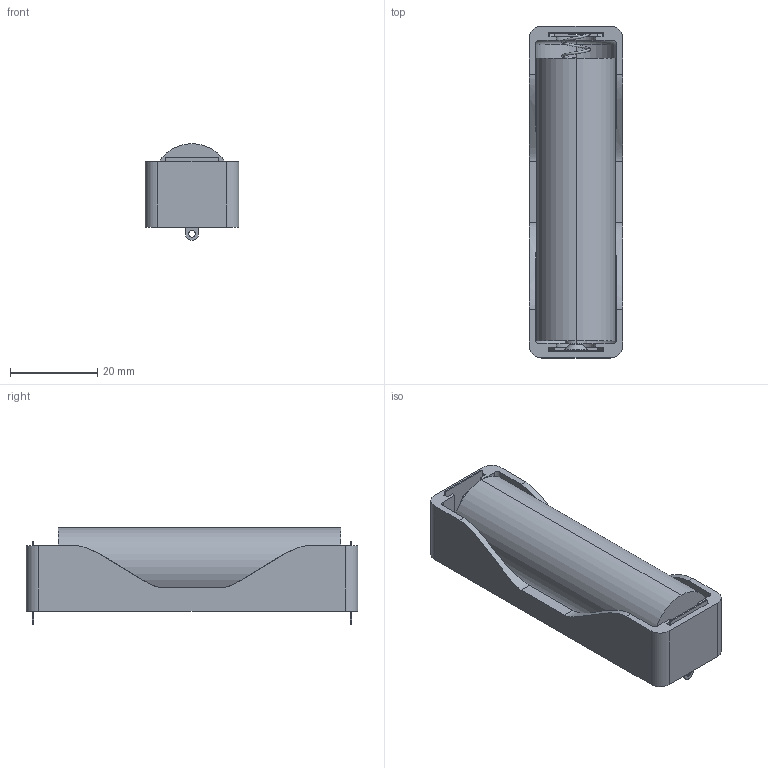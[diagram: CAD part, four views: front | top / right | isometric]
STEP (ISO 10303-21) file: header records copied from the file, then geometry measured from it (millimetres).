
FILE_DESCRIPTION (( 'STEP AP214' ), '1' );
FILE_NAME ('KL_BatteryHolder 1x18650.STEP', '2023-03-27T18:27:00', ( '' ), ( '' ), 'SwSTEP 2.0', 'SolidWorks 2022', '' );
FILE_SCHEMA (( 'AUTOMOTIVE_DESIGN' ));
Length unit declared in the file: millimetre
Products named in the file (5): KL_BatteryHolder 1x18650; BatContactPlus12; Case18650x1; BatContactMinus12; Battery 18650
Assembly tree (4 placements, depth 2):
  KL_BatteryHolder 1x18650
    Case18650x1
    BatContactMinus12
    BatContactPlus12
    Battery 18650
Bounding box: 21.48 x 75.88 x 22.1 mm (x, y, z)
Volume: 23796.6 mm3; surface area: 12126.9 mm2
Topology: 4 solids, 4 shells, 129 faces, 350 edges, 230 vertices
Faces by surface type: plane 75, cylinder 38, torus 8, bspline 6, cone 2
Entity records: 5811 total; most frequent: CARTESIAN_POINT 2226, ORIENTED_EDGE 700, DIRECTION 692, EDGE_CURVE 350, VECTOR 236, LINE 236, VERTEX_POINT 230, AXIS2_PLACEMENT_3D 228
